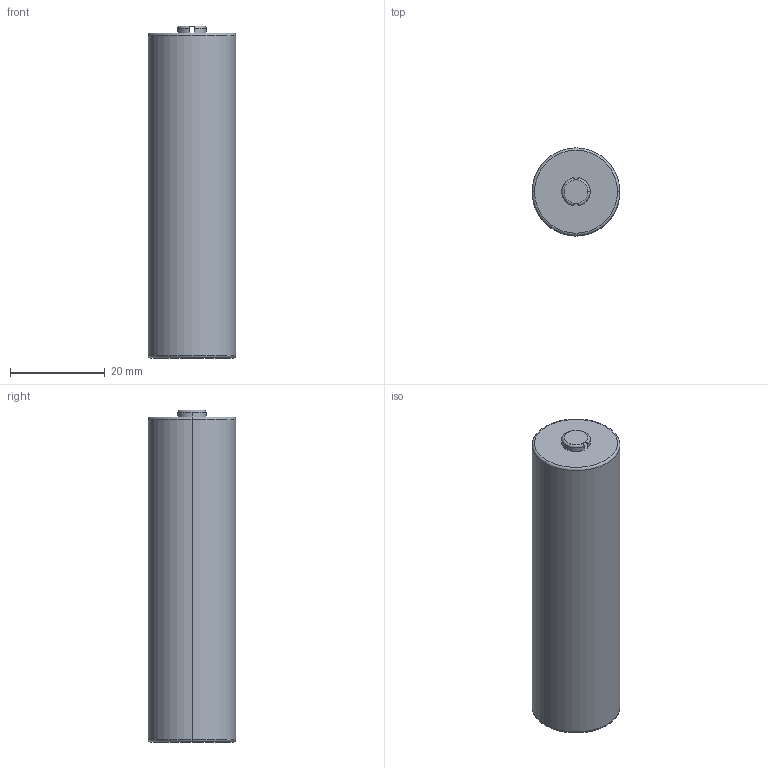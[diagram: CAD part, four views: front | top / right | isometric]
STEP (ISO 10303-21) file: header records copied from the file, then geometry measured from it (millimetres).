
FILE_DESCRIPTION (( 'STEP AP214' ), '1' );
FILE_NAME ('NCR 18650B.STEP', '2023-07-21T18:36:24', ( '' ), ( '' ), 'SwSTEP 2.0', 'SolidWorks 2022', '' );
FILE_SCHEMA (( 'AUTOMOTIVE_DESIGN' ));
Length unit declared in the file: millimetre
Products named in the file (1): NCR 18650B
Bounding box: 18.5 x 18.5 x 70 mm (x, y, z)
Volume: 18411.5 mm3; surface area: 4587.6 mm2
Topology: 1 solids, 1 shells, 30 faces, 64 edges, 36 vertices
Faces by surface type: torus 10, cylinder 8, plane 8, bspline 4
Entity records: 1382 total; most frequent: CARTESIAN_POINT 383, DIRECTION 138, ORIENTED_EDGE 128, EDGE_CURVE 64, AXIS2_PLACEMENT_3D 61, VERTEX_POINT 36, CIRCLE 34, UNCERTAINTY_MEASURE_WITH_UNIT 33
